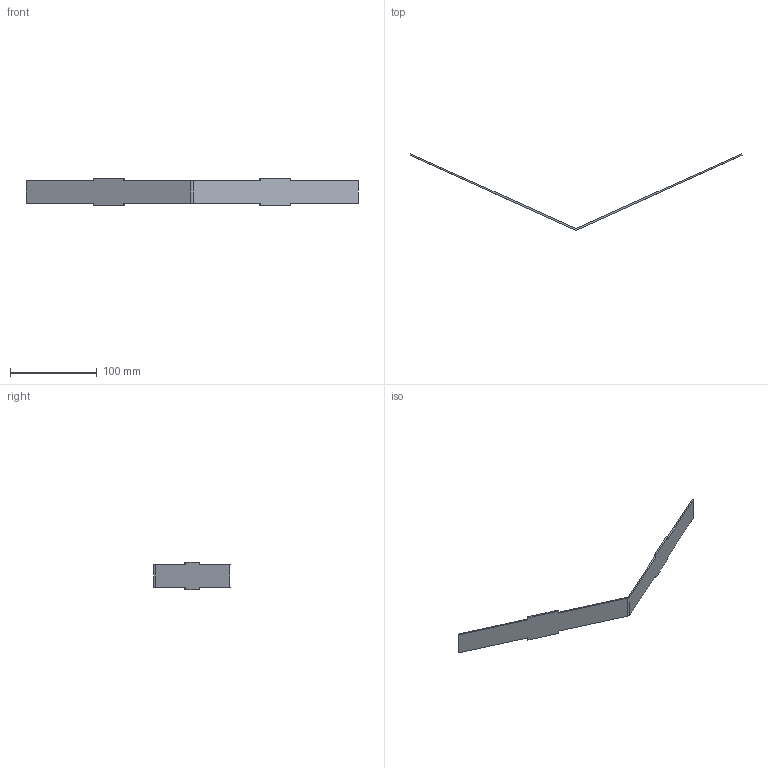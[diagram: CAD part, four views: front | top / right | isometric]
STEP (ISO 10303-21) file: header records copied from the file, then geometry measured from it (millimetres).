
FILE_DESCRIPTION (( 'STEP AP203' ), '1' );
FILE_NAME ('2234255079_Default_sldprt.STEP', '2023-01-20T01:28:44', ( '' ), ( '' ), 'SwSTEP 2.0', 'SolidWorks 2022', '' );
FILE_SCHEMA (( 'CONFIG_CONTROL_DESIGN' ));
Length unit declared in the file: inch
Products named in the file (1): 2234255079_Default_sldprt
Bounding box: 381.86 x 87.7 x 31.5 mm (x, y, z)
Volume: 21114.6 mm3; surface area: 23903.7 mm2
Topology: 1 solids, 1 shells, 30 faces, 76 edges, 48 vertices
Faces by surface type: plane 28, cylinder 2
Entity records: 959 total; most frequent: CARTESIAN_POINT 155, ORIENTED_EDGE 152, DIRECTION 142, EDGE_CURVE 76, VECTOR 72, LINE 72, VERTEX_POINT 48, AXIS2_PLACEMENT_3D 35
